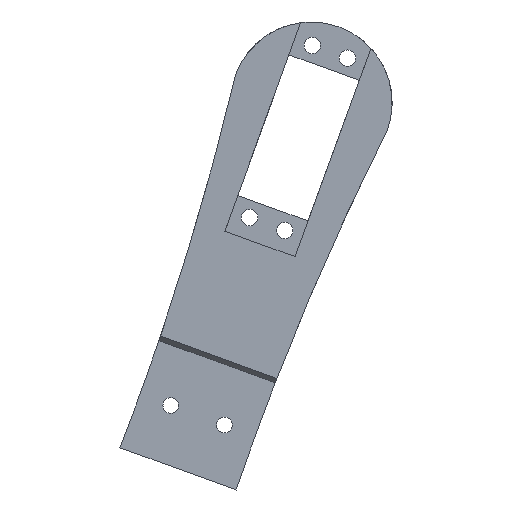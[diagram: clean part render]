
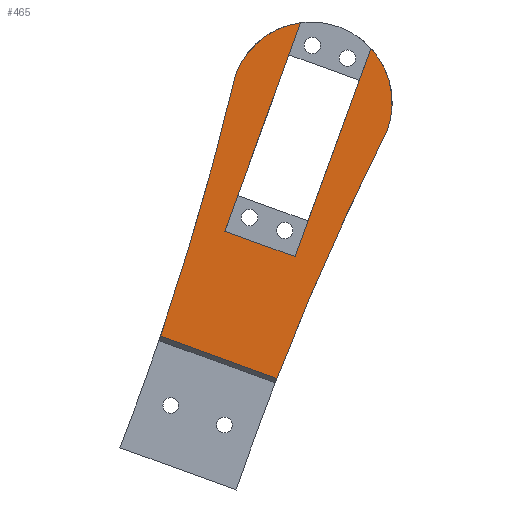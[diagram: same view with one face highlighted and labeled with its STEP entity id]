
A CAD part, front view. The second image highlights one B-rep face of the part: STEP entity #465.
In plain terms, the highlighted planar face has unit normal (0, -1, 0).
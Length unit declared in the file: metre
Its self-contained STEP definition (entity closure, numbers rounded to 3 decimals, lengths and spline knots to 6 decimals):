
#12=CIRCLE('',#498,0.762);
#16=CIRCLE('',#504,0.762);
#21=CIRCLE('',#513,0.02159);
#23=CIRCLE('',#515,0.02159);
#101=ORIENTED_EDGE('',*,*,#187,.F.);
#102=ORIENTED_EDGE('',*,*,#217,.T.);
#103=ORIENTED_EDGE('',*,*,#196,.F.);
#104=ORIENTED_EDGE('',*,*,#216,.T.);
#105=ORIENTED_EDGE('',*,*,#183,.T.);
#106=ORIENTED_EDGE('',*,*,#205,.F.);
#107=ORIENTED_EDGE('',*,*,#209,.F.);
#108=ORIENTED_EDGE('',*,*,#214,.T.);
#183=EDGE_CURVE('',#247,#246,#292,.T.);
#187=EDGE_CURVE('',#250,#251,#12,.T.);
#196=EDGE_CURVE('',#257,#258,#16,.T.);
#205=EDGE_CURVE('',#263,#246,#304,.T.);
#209=EDGE_CURVE('',#267,#263,#308,.T.);
#214=EDGE_CURVE('',#267,#251,#21,.T.);
#216=EDGE_CURVE('',#257,#247,#23,.T.);
#217=EDGE_CURVE('',#250,#258,#312,.T.);
#246=VERTEX_POINT('',#706);
#247=VERTEX_POINT('',#708);
#250=VERTEX_POINT('',#715);
#251=VERTEX_POINT('',#717);
#257=VERTEX_POINT('',#734);
#258=VERTEX_POINT('',#735);
#263=VERTEX_POINT('',#749);
#267=VERTEX_POINT('',#758);
#292=LINE('',#707,#329);
#304=LINE('',#750,#341);
#308=LINE('',#759,#345);
#312=LINE('',#771,#349);
#329=VECTOR('',#560,1.);
#341=VECTOR('',#600,1.);
#345=VECTOR('',#606,1.);
#349=VECTOR('',#622,1.);
#364=EDGE_LOOP('',(#101,#102,#103,#104,#105,#106,#107,#108));
#407=FACE_BOUND('',#364,.T.);
#447=PLANE('',#516);
#465=ADVANCED_FACE('',(#407),#447,.T.);
#498=AXIS2_PLACEMENT_3D('',#716,#567,#568);
#504=AXIS2_PLACEMENT_3D('',#733,#584,#585);
#513=AXIS2_PLACEMENT_3D('',#767,#614,#615);
#515=AXIS2_PLACEMENT_3D('',#769,#618,#619);
#516=AXIS2_PLACEMENT_3D('',#770,#620,#621);
#560=DIRECTION('',(-0.342,0.,-0.94));
#567=DIRECTION('',(0.,-1.,0.));
#568=DIRECTION('',(0.,0.,-1.));
#584=DIRECTION('',(0.,-1.,0.));
#585=DIRECTION('',(0.,0.,-1.));
#600=DIRECTION('',(0.94,0.,-0.342));
#606=DIRECTION('',(-0.342,0.,-0.94));
#614=DIRECTION('',(0.,-1.,0.));
#615=DIRECTION('',(0.,0.,-1.));
#618=DIRECTION('',(0.,-1.,0.));
#619=DIRECTION('',(0.,0.,-1.));
#620=DIRECTION('',(0.,-1.,0.));
#621=DIRECTION('',(1.,0.,0.));
#622=DIRECTION('',(0.94,0.,-0.342));
#706=CARTESIAN_POINT('',(0.056473,-0.01524,0.125919));
#707=CARTESIAN_POINT('',(0.061806,-0.01524,0.140571));
#708=CARTESIAN_POINT('',(0.076752,-0.01524,0.181638));
#715=CARTESIAN_POINT('',(0.020486,-0.01524,0.104719));
#716=CARTESIAN_POINT('',(-0.701038,-0.01524,0.349763));
#717=CARTESIAN_POINT('',(0.040523,-0.01524,0.174462));
#733=CARTESIAN_POINT('',(0.76185,-0.01524,-0.182685));
#734=CARTESIAN_POINT('',(0.081099,-0.01524,0.159693));
#735=CARTESIAN_POINT('',(0.051619,-0.01524,0.093387));
#749=CARTESIAN_POINT('',(0.037679,-0.01524,0.132759));
#750=CARTESIAN_POINT('',(0.047076,-0.01524,0.129339));
#758=CARTESIAN_POINT('',(0.057959,-0.01524,0.188478));
#759=CARTESIAN_POINT('',(0.039416,-0.01524,0.137533));
#767=CARTESIAN_POINT('',(0.060811,-0.01524,0.167077));
#769=CARTESIAN_POINT('',(0.060811,-0.01524,0.167077));
#770=CARTESIAN_POINT('',(0.030406,-0.01524,0.083539));
#771=CARTESIAN_POINT('',(0.051594,-0.01524,0.093396));
